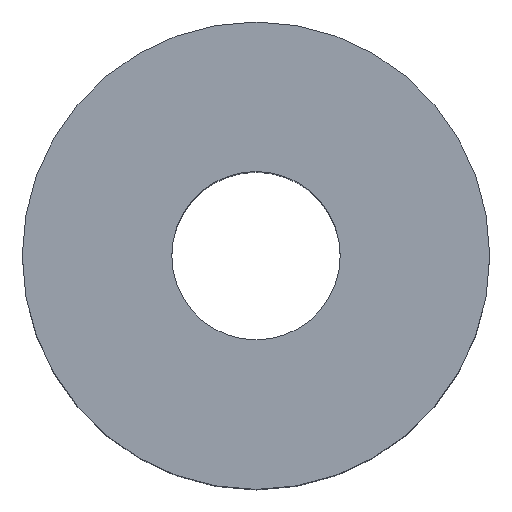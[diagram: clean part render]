
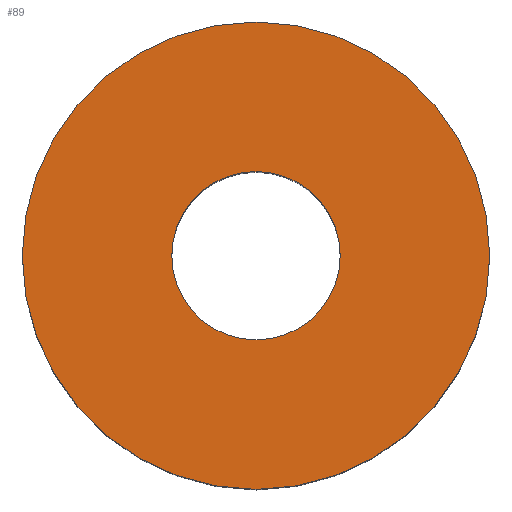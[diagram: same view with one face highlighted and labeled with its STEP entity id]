
A CAD part, top view. The second image highlights one B-rep face of the part: STEP entity #89.
In plain terms, the highlighted planar face has unit normal (0, 0, 1).
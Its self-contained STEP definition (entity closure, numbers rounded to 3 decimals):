
#23=FACE_BOUND('',#33,.T.);
#26=FACE_OUTER_BOUND('',#32,.T.);
#32=EDGE_LOOP('',(#62));
#33=EDGE_LOOP('',(#63));
#41=CIRCLE('',#110,2.175);
#42=CIRCLE('',#111,0.784);
#47=VERTEX_POINT('',#152);
#48=VERTEX_POINT('',#154);
#53=EDGE_CURVE('',#47,#47,#41,.T.);
#54=EDGE_CURVE('',#48,#48,#42,.T.);
#62=ORIENTED_EDGE('',*,*,#53,.F.);
#63=ORIENTED_EDGE('',*,*,#54,.F.);
#80=PLANE('',#109);
#89=ADVANCED_FACE('',(#26,#23),#80,.F.);
#109=AXIS2_PLACEMENT_3D('',#151,#123,#124);
#110=AXIS2_PLACEMENT_3D('',#153,#125,#126);
#111=AXIS2_PLACEMENT_3D('',#155,#127,#128);
#123=DIRECTION('center_axis',(0.,0.,-1.));
#124=DIRECTION('ref_axis',(-1.,0.,0.));
#125=DIRECTION('center_axis',(0.,0.,-1.));
#126=DIRECTION('ref_axis',(-1.,0.,0.));
#127=DIRECTION('center_axis',(0.,0.,1.));
#128=DIRECTION('ref_axis',(1.,0.,0.));
#151=CARTESIAN_POINT('Origin',(0.,0.,4.4));
#152=CARTESIAN_POINT('',(2.175,0.,4.4));
#153=CARTESIAN_POINT('Origin',(0.,0.,4.4));
#154=CARTESIAN_POINT('',(-0.784,0.,4.4));
#155=CARTESIAN_POINT('Origin',(0.,0.,4.4));
